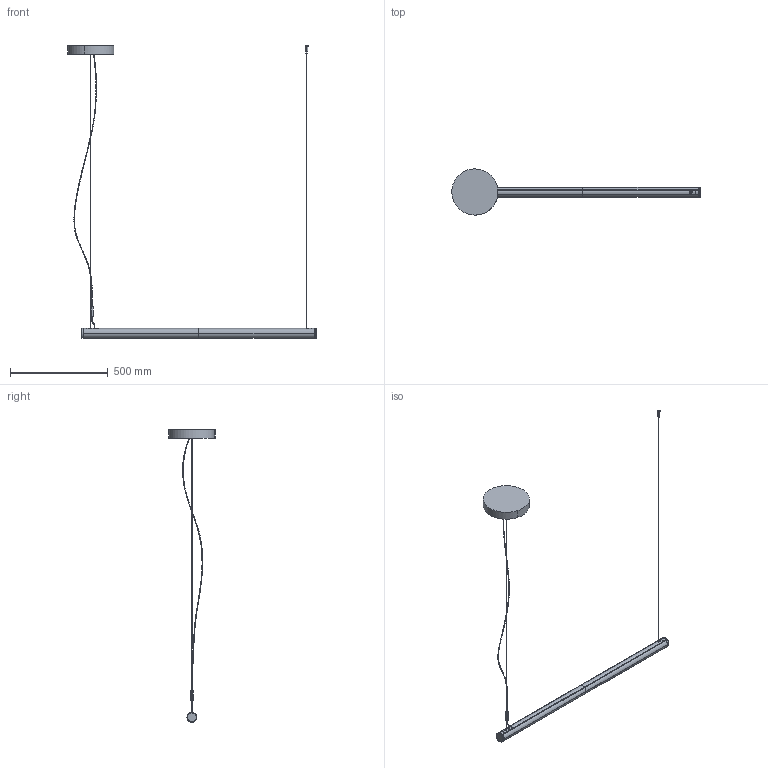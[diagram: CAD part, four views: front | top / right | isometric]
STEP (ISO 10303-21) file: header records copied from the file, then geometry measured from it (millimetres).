
FILE_DESCRIPTION(/* description */ (''),/* implementation_level */ '2;1');
FILE_NAME(/* name */ '3D 120400_Alphabet of light linear suspension 120',/* time_stamp */ '2017-09-18T12:23:58+02:00',/* author */ (''),/* organization */ (''),/* preprocessor_version */ 'ST-DEVELOPER v10',/* originating_system */ '',/* authorisation */ '');
FILE_SCHEMA (('AUTOMOTIVE_DESIGN'));
Length unit declared in the file: millimetre
Products named in the file (1): 1
Bounding box: 1269.34 x 235.98 x 1494.82 mm (x, y, z)
Volume: 1884566.5 mm3
Topology: 3 solids, 13 shells, 619 faces, 1898 edges, 1298 vertices
Faces by surface type: bspline 455, plane 164
Entity records: 23617 total; most frequent: CARTESIAN_POINT 12638, ORIENTED_EDGE 3576, EDGE_CURVE 1893, B_SPLINE_CURVE_WITH_KNOTS 1347, VERTEX_POINT 1290, EDGE_LOOP 638, ADVANCED_FACE 619, FACE_OUTER_BOUND 619
